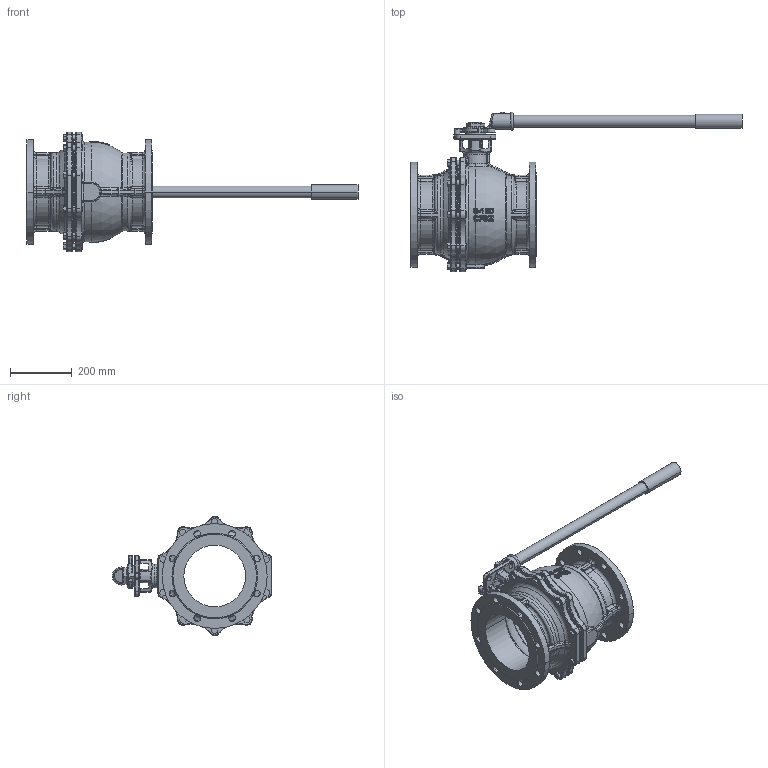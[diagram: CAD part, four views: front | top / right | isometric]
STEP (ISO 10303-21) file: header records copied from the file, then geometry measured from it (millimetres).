
FILE_DESCRIPTION((''),'2;1');
FILE_NAME('2019SD-200_ASM','2014-12-27T',('Administrator'),(''),'PRO/ENGINEER BY PARAMETRIC TECHNOLOGY CORPORATION, 2011080','PRO/ENGINEER BY PARAMETRIC TECHNOLOGY CORPORATION, 2011080','');
FILE_SCHEMA(('CONFIG_CONTROL_DESIGN'));
Products named in the file (12): 2019D-BODY-200; 2019D-CAP-200; 2019D-STME-200; STEMNUT200; STOPPIN200; 2019SD-HANDLE-200; BASHOUGANGGUAN200; LUOSHI200; LUOMU200; DIANPIAN200; LUOGAN200; 2019SD-200_ASM
Assembly tree (20 placements, depth 2):
  2019SD-200_ASM
    2019D-BODY-200
    2019D-CAP-200
    2019D-STME-200
    STEMNUT200
    STOPPIN200
    2019SD-HANDLE-200
    BASHOUGANGGUAN200
    LUOSHI200
    LUOMU200
    DIANPIAN200
    LUOGAN200  x10
Bounding box: 1076.5 x 517.42 x 387 mm (x, y, z)
Volume: 8081451.4 mm3; surface area: 1485766.9 mm2
Topology: 20 solids, 20 shells, 2291 faces, 5771 edges, 3518 vertices
Faces by surface type: bspline 672, cylinder 576, torus 397, plane 345, sphere 129, extrusion 107, cone 65
Entity records: 150605 total; most frequent: CARTESIAN_POINT 102434, ORIENTED_EDGE 11106, DIRECTION 8682, EDGE_CURVE 5553, AXIS2_PLACEMENT_3D 3737, VERTEX_POINT 3374, CIRCLE 2292, EDGE_LOOP 2287
